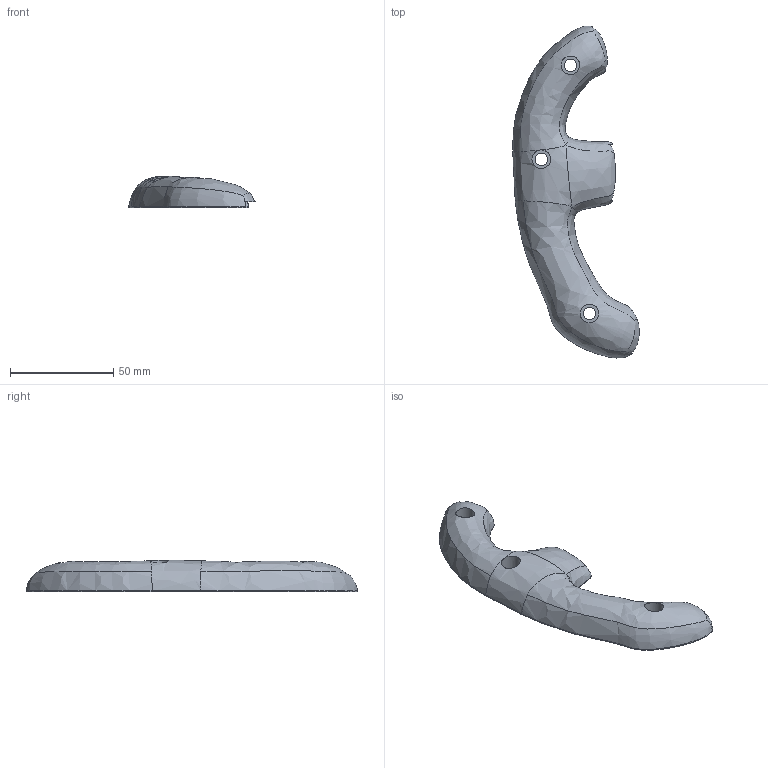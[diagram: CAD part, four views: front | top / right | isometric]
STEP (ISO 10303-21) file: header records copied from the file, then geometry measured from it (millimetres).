
FILE_DESCRIPTION(/* description */ (''),/* implementation_level */ '2;1');
FILE_NAME(/* name */ 'Grip Left Front.step',/* time_stamp */ '2020-02-14T09:34:02-06:00',/* author */ (''),/* organization */ (''),/* preprocessor_version */ 'ST-DEVELOPER v18',/* originating_system */ 'Autodesk Translation Framework v8.12.0.6',/* authorisation */ '');
FILE_SCHEMA (('AUTOMOTIVE_DESIGN { 1 0 10303 214 3 1 1 }'));
Length unit declared in the file: millimetre
Products named in the file (1): Grip Left Front (1)
Bounding box: 61.27 x 160.8 x 15.46 mm (x, y, z)
Volume: 45534.7 mm3; surface area: 15381.2 mm2
Topology: 1 solids, 1 shells, 37 faces, 105 edges, 72 vertices
Faces by surface type: bspline 24, plane 7, cylinder 6
Full cylindrical faces by diameter (mm): 6 x3, 9 x3
Entity records: 5562 total; most frequent: CARTESIAN_POINT 4765, ORIENTED_EDGE 210, EDGE_CURVE 105, B_SPLINE_CURVE_WITH_KNOTS 82, VERTEX_POINT 72, DIRECTION 60, EDGE_LOOP 45, FACE_OUTER_BOUND 37
